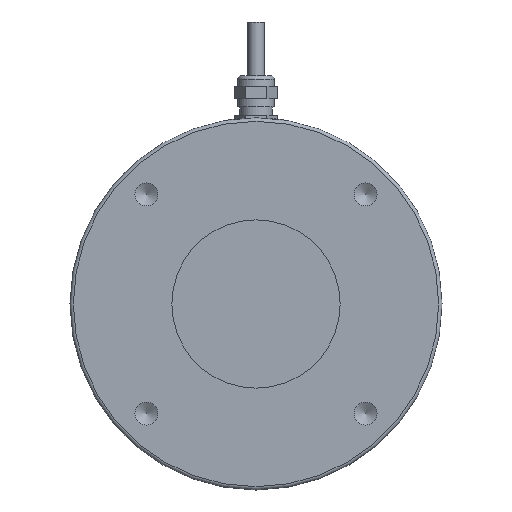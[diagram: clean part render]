
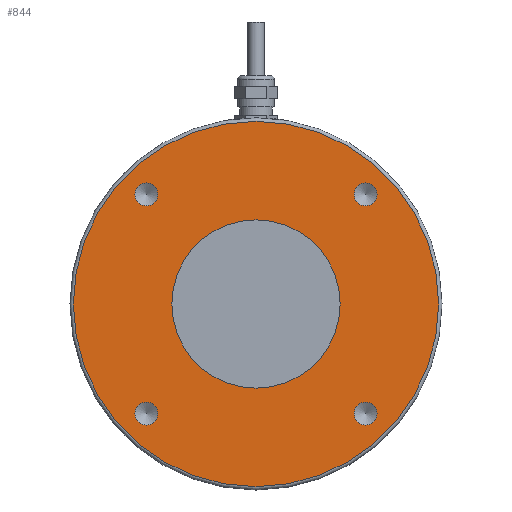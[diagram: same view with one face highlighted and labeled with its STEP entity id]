
A CAD part, front view. The second image highlights one B-rep face of the part: STEP entity #844.
In plain terms, the highlighted planar face has unit normal (0, -1, 0).
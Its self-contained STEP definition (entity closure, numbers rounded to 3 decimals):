
#20=FACE_BOUND('',#258,.T.);
#21=FACE_BOUND('',#259,.T.);
#22=FACE_BOUND('',#260,.T.);
#23=FACE_BOUND('',#261,.T.);
#24=FACE_BOUND('',#262,.T.);
#33=PLANE('',#964);
#208=FACE_OUTER_BOUND('',#257,.T.);
#257=EDGE_LOOP('',(#699,#700));
#258=EDGE_LOOP('',(#701,#702));
#259=EDGE_LOOP('',(#703,#704));
#260=EDGE_LOOP('',(#705,#706));
#261=EDGE_LOOP('',(#707,#708));
#262=EDGE_LOOP('',(#709,#710));
#303=CIRCLE('',#896,67.75);
#304=CIRCLE('',#897,67.75);
#324=CIRCLE('',#922,4.25);
#325=CIRCLE('',#923,4.25);
#328=CIRCLE('',#928,4.25);
#329=CIRCLE('',#929,4.25);
#332=CIRCLE('',#934,4.25);
#333=CIRCLE('',#935,4.25);
#336=CIRCLE('',#940,4.25);
#337=CIRCLE('',#941,4.25);
#347=CIRCLE('',#956,31.2);
#348=CIRCLE('',#957,31.2);
#363=VERTEX_POINT('',#1277);
#364=VERTEX_POINT('',#1278);
#383=VERTEX_POINT('',#1327);
#384=VERTEX_POINT('',#1329);
#388=VERTEX_POINT('',#1340);
#389=VERTEX_POINT('',#1342);
#393=VERTEX_POINT('',#1353);
#394=VERTEX_POINT('',#1355);
#398=VERTEX_POINT('',#1366);
#399=VERTEX_POINT('',#1368);
#415=VERTEX_POINT('',#1788);
#416=VERTEX_POINT('',#1790);
#455=EDGE_CURVE('',#363,#364,#303,.T.);
#456=EDGE_CURVE('',#364,#363,#304,.T.);
#481=EDGE_CURVE('',#383,#384,#324,.T.);
#482=EDGE_CURVE('',#384,#383,#325,.T.);
#487=EDGE_CURVE('',#388,#389,#328,.T.);
#488=EDGE_CURVE('',#389,#388,#329,.T.);
#493=EDGE_CURVE('',#393,#394,#332,.T.);
#494=EDGE_CURVE('',#394,#393,#333,.T.);
#499=EDGE_CURVE('',#398,#399,#336,.T.);
#500=EDGE_CURVE('',#399,#398,#337,.T.);
#521=EDGE_CURVE('',#415,#416,#347,.T.);
#522=EDGE_CURVE('',#416,#415,#348,.T.);
#699=ORIENTED_EDGE('',*,*,#455,.T.);
#700=ORIENTED_EDGE('',*,*,#456,.T.);
#701=ORIENTED_EDGE('',*,*,#482,.F.);
#702=ORIENTED_EDGE('',*,*,#481,.F.);
#703=ORIENTED_EDGE('',*,*,#488,.F.);
#704=ORIENTED_EDGE('',*,*,#487,.F.);
#705=ORIENTED_EDGE('',*,*,#494,.F.);
#706=ORIENTED_EDGE('',*,*,#493,.F.);
#707=ORIENTED_EDGE('',*,*,#500,.F.);
#708=ORIENTED_EDGE('',*,*,#499,.F.);
#709=ORIENTED_EDGE('',*,*,#522,.F.);
#710=ORIENTED_EDGE('',*,*,#521,.F.);
#844=ADVANCED_FACE('',(#208,#20,#21,#22,#23,#24),#33,.T.);
#896=AXIS2_PLACEMENT_3D('',#1279,#1017,#1018);
#897=AXIS2_PLACEMENT_3D('',#1280,#1019,#1020);
#922=AXIS2_PLACEMENT_3D('',#1330,#1074,#1075);
#923=AXIS2_PLACEMENT_3D('',#1331,#1076,#1077);
#928=AXIS2_PLACEMENT_3D('',#1343,#1088,#1089);
#929=AXIS2_PLACEMENT_3D('',#1344,#1090,#1091);
#934=AXIS2_PLACEMENT_3D('',#1356,#1102,#1103);
#935=AXIS2_PLACEMENT_3D('',#1357,#1104,#1105);
#940=AXIS2_PLACEMENT_3D('',#1369,#1116,#1117);
#941=AXIS2_PLACEMENT_3D('',#1370,#1118,#1119);
#956=AXIS2_PLACEMENT_3D('',#1791,#1153,#1154);
#957=AXIS2_PLACEMENT_3D('',#1792,#1155,#1156);
#964=AXIS2_PLACEMENT_3D('',#1960,#1175,#1176);
#1017=DIRECTION('center_axis',(0.,-1.,0.));
#1018=DIRECTION('ref_axis',(0.,0.,-1.));
#1019=DIRECTION('center_axis',(0.,-1.,0.));
#1020=DIRECTION('ref_axis',(0.,0.,-1.));
#1074=DIRECTION('center_axis',(0.,-1.,0.));
#1075=DIRECTION('ref_axis',(0.,0.,-1.));
#1076=DIRECTION('center_axis',(0.,-1.,0.));
#1077=DIRECTION('ref_axis',(0.,0.,-1.));
#1088=DIRECTION('center_axis',(0.,-1.,0.));
#1089=DIRECTION('ref_axis',(0.,0.,-1.));
#1090=DIRECTION('center_axis',(0.,-1.,0.));
#1091=DIRECTION('ref_axis',(0.,0.,-1.));
#1102=DIRECTION('center_axis',(0.,-1.,0.));
#1103=DIRECTION('ref_axis',(0.,0.,-1.));
#1104=DIRECTION('center_axis',(0.,-1.,0.));
#1105=DIRECTION('ref_axis',(0.,0.,-1.));
#1116=DIRECTION('center_axis',(0.,-1.,0.));
#1117=DIRECTION('ref_axis',(0.,0.,-1.));
#1118=DIRECTION('center_axis',(0.,-1.,0.));
#1119=DIRECTION('ref_axis',(0.,0.,-1.));
#1153=DIRECTION('center_axis',(0.,-1.,0.));
#1154=DIRECTION('ref_axis',(0.,0.,-1.));
#1155=DIRECTION('center_axis',(0.,-1.,0.));
#1156=DIRECTION('ref_axis',(0.,0.,-1.));
#1175=DIRECTION('center_axis',(0.,-1.,0.));
#1176=DIRECTION('ref_axis',(0.,0.,-1.));
#1277=CARTESIAN_POINT('',(0.,0.,-67.75));
#1278=CARTESIAN_POINT('',(0.,0.,67.75));
#1279=CARTESIAN_POINT('Origin',(0.,0.,0.));
#1280=CARTESIAN_POINT('Origin',(0.,0.,0.));
#1327=CARTESIAN_POINT('',(-40.659,0.,44.909));
#1329=CARTESIAN_POINT('',(-40.659,0.,36.409));
#1330=CARTESIAN_POINT('Origin',(-40.659,0.,
40.659));
#1331=CARTESIAN_POINT('Origin',(-40.659,0.,
40.659));
#1340=CARTESIAN_POINT('',(40.659,0.,44.909));
#1342=CARTESIAN_POINT('',(40.659,0.,36.409));
#1343=CARTESIAN_POINT('Origin',(40.659,0.,40.659));
#1344=CARTESIAN_POINT('Origin',(40.659,0.,40.659));
#1353=CARTESIAN_POINT('',(40.659,0.,-36.409));
#1355=CARTESIAN_POINT('',(40.659,0.,-44.909));
#1356=CARTESIAN_POINT('Origin',(40.659,0.,-40.659));
#1357=CARTESIAN_POINT('Origin',(40.659,0.,-40.659));
#1366=CARTESIAN_POINT('',(-40.659,0.,-36.409));
#1368=CARTESIAN_POINT('',(-40.659,0.,-44.909));
#1369=CARTESIAN_POINT('Origin',(-40.659,0.,-40.659));
#1370=CARTESIAN_POINT('Origin',(-40.659,0.,-40.659));
#1788=CARTESIAN_POINT('',(0.,0.,31.2));
#1790=CARTESIAN_POINT('',(0.,0.,-31.2));
#1791=CARTESIAN_POINT('Origin',(0.,0.,0.));
#1792=CARTESIAN_POINT('Origin',(0.,0.,0.));
#1960=CARTESIAN_POINT('Origin',(0.,0.,-69.));
